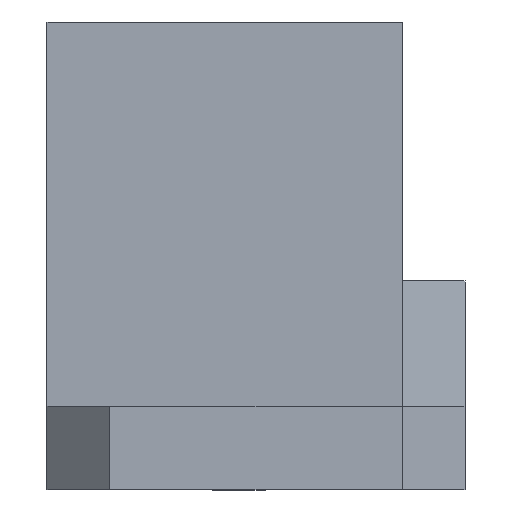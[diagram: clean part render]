
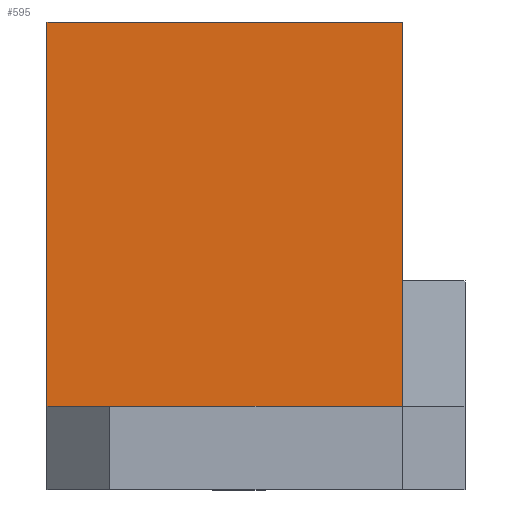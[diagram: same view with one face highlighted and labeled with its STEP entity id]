
A CAD part, left-side view. The second image highlights one B-rep face of the part: STEP entity #595.
In plain terms, the highlighted planar face has unit normal (-1, 0, 0).
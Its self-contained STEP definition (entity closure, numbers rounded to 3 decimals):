
#34=PLANE('',#650);
#61=FACE_OUTER_BOUND('',#93,.T.);
#93=EDGE_LOOP('',(#490,#491,#492,#493));
#121=LINE('',#865,#186);
#138=LINE('',#902,#203);
#163=LINE('',#956,#228);
#165=LINE('',#966,#230);
#186=VECTOR('',#695,10.);
#203=VECTOR('',#720,10.);
#228=VECTOR('',#769,10.);
#230=VECTOR('',#781,10.);
#271=VERTEX_POINT('',#862);
#272=VERTEX_POINT('',#864);
#287=VERTEX_POINT('',#899);
#288=VERTEX_POINT('',#901);
#329=EDGE_CURVE('',#272,#271,#121,.T.);
#347=EDGE_CURVE('',#288,#287,#138,.T.);
#375=EDGE_CURVE('',#272,#287,#163,.T.);
#380=EDGE_CURVE('',#288,#271,#165,.T.);
#490=ORIENTED_EDGE('',*,*,#347,.T.);
#491=ORIENTED_EDGE('',*,*,#375,.F.);
#492=ORIENTED_EDGE('',*,*,#329,.T.);
#493=ORIENTED_EDGE('',*,*,#380,.F.);
#595=ADVANCED_FACE('',(#61),#34,.T.);
#650=AXIS2_PLACEMENT_3D('',#965,#779,#780);
#695=DIRECTION('',(0.,1.,0.));
#720=DIRECTION('',(0.,-1.,0.));
#769=DIRECTION('',(0.,0.,-1.));
#779=DIRECTION('center_axis',(-1.,0.,0.));
#780=DIRECTION('ref_axis',(0.,0.,1.));
#781=DIRECTION('',(0.,0.,1.));
#862=CARTESIAN_POINT('',(30.25,10.,45.392));
#864=CARTESIAN_POINT('',(30.25,-7.,45.392));
#865=CARTESIAN_POINT('',(30.25,7.,45.392));
#899=CARTESIAN_POINT('',(30.25,-7.,27.));
#901=CARTESIAN_POINT('',(30.25,10.,27.));
#902=CARTESIAN_POINT('',(30.25,0.,27.));
#956=CARTESIAN_POINT('',(30.25,-7.,45.392));
#965=CARTESIAN_POINT('Origin',(30.25,7.,23.));
#966=CARTESIAN_POINT('',(30.25,10.,45.392));
